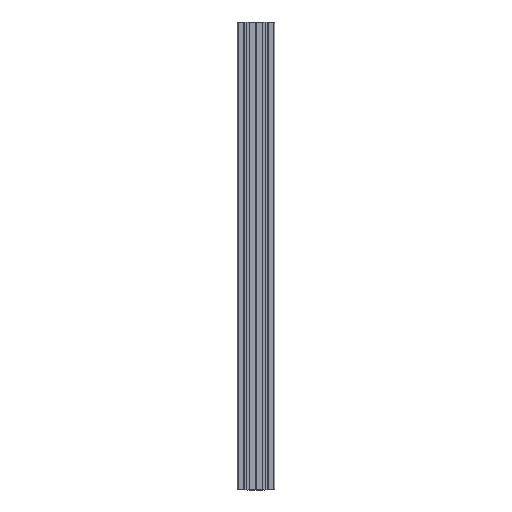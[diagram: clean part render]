
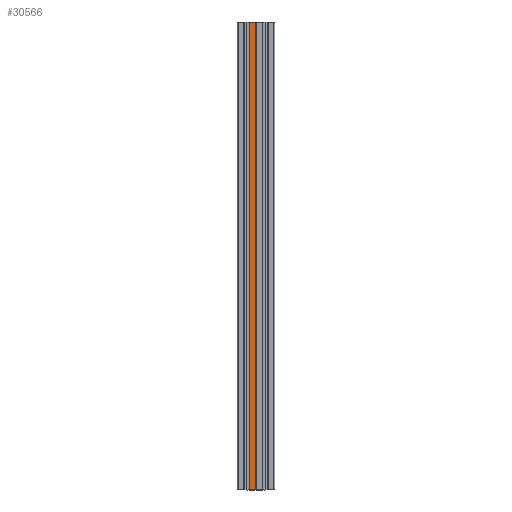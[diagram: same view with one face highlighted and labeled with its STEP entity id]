
A CAD part, left-side view. The second image highlights one B-rep face of the part: STEP entity #30566.
In plain terms, the highlighted planar face has unit normal (-1, 0, 0).
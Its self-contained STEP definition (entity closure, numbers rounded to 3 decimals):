
#240 = VERTEX_POINT ( 'NONE', #11769 ) ;
#2175 = EDGE_CURVE ( 'NONE', #16195, #7206, #3649, .T. ) ;
#2287 = VECTOR ( 'NONE', #11688, 1000. ) ;
#3265 = EDGE_CURVE ( 'NONE', #18509, #16195, #8101, .T. ) ;
#3336 = ORIENTED_EDGE ( 'NONE', *, *, #10894, .F. ) ;
#3524 = LINE ( 'NONE', #7094, #2287 ) ;
#3649 = LINE ( 'NONE', #6261, #20070 ) ;
#4965 = CARTESIAN_POINT ( 'NONE',  ( -20., -19.75, 0.1 ) ) ;
#6261 = CARTESIAN_POINT ( 'NONE',  ( -20., -5.1, 0.1 ) ) ;
#7094 = CARTESIAN_POINT ( 'NONE',  ( -20., -5.1, -1000. ) ) ;
#7206 = VERTEX_POINT ( 'NONE', #31591 ) ;
#7425 = VECTOR ( 'NONE', #20251, 1000. ) ;
#8101 = LINE ( 'NONE', #15172, #29402 ) ;
#8957 = ORIENTED_EDGE ( 'NONE', *, *, #3265, .T. ) ;
#9672 = ORIENTED_EDGE ( 'NONE', *, *, #19933, .T. ) ;
#9684 = FACE_OUTER_BOUND ( 'NONE', #18067, .T. ) ;
#9837 = PLANE ( 'NONE',  #14730 ) ;
#10894 = EDGE_CURVE ( 'NONE', #240, #7206, #13773, .T. ) ;
#11688 = DIRECTION ( 'NONE',  ( 0., -1., 0. ) ) ;
#11695 = DIRECTION ( 'NONE',  ( -1., 0., 0. ) ) ;
#11769 = CARTESIAN_POINT ( 'NONE',  ( -20., -6.325, -1000. ) ) ;
#13545 = CARTESIAN_POINT ( 'NONE',  ( -20., -19.75, -1000. ) ) ;
#13658 = DIRECTION ( 'NONE',  ( 0., 1., 0. ) ) ;
#13773 = LINE ( 'NONE', #23812, #7425 ) ;
#14730 = AXIS2_PLACEMENT_3D ( 'NONE', #31743, #11695, #21743 ) ;
#15172 = CARTESIAN_POINT ( 'NONE',  ( -20., -19.75, -1000. ) ) ;
#16195 = VERTEX_POINT ( 'NONE', #4965 ) ;
#18067 = EDGE_LOOP ( 'NONE', ( #8957, #19040, #3336, #9672 ) ) ;
#18131 = DIRECTION ( 'NONE',  ( 0., 0., 1. ) ) ;
#18509 = VERTEX_POINT ( 'NONE', #13545 ) ;
#19040 = ORIENTED_EDGE ( 'NONE', *, *, #2175, .T. ) ;
#19933 = EDGE_CURVE ( 'NONE', #240, #18509, #3524, .T. ) ;
#20070 = VECTOR ( 'NONE', #13658, 1000. ) ;
#20251 = DIRECTION ( 'NONE',  ( 0., 0., 1. ) ) ;
#21743 = DIRECTION ( 'NONE',  ( 0., 1., 0. ) ) ;
#23812 = CARTESIAN_POINT ( 'NONE',  ( -20., -6.325, 0.1 ) ) ;
#29402 = VECTOR ( 'NONE', #18131, 1000. ) ;
#30566 = ADVANCED_FACE ( 'NONE', ( #9684 ), #9837, .T. ) ;
#31591 = CARTESIAN_POINT ( 'NONE',  ( -20., -6.325, 0.1 ) ) ;
#31743 = CARTESIAN_POINT ( 'NONE',  ( -20., -5.1, -1028.284 ) ) ;
